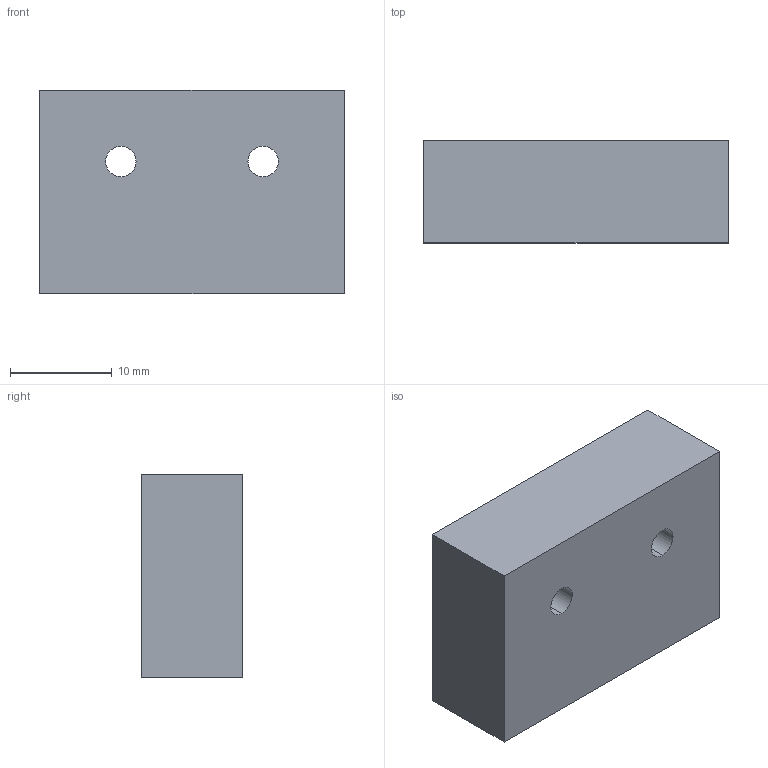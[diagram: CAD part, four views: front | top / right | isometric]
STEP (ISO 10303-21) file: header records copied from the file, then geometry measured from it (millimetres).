
FILE_DESCRIPTION (( 'STEP AP214' ), '1' );
FILE_NAME ('54092~0.STEP', '2019-03-07T07:58:41', ( '' ), ( '' ), 'SwSTEP 2.0', 'SolidWorks 2018', '' );
FILE_SCHEMA (( 'AUTOMOTIVE_DESIGN' ));
Length unit declared in the file: millimetre
Products named in the file (1): 54092~0
Bounding box: 30 x 10 x 20 mm (x, y, z)
Volume: 5176.7 mm3; surface area: 2847.3 mm2
Topology: 1 solids, 1 shells, 54 faces, 126 edges, 71 vertices
Faces by surface type: cone 24, cylinder 20, plane 10
Entity records: 1522 total; most frequent: DIRECTION 290, CARTESIAN_POINT 244, ORIENTED_EDGE 236, EDGE_CURVE 118, AXIS2_PLACEMENT_3D 117, VERTEX_POINT 71, EDGE_LOOP 63, CIRCLE 62
